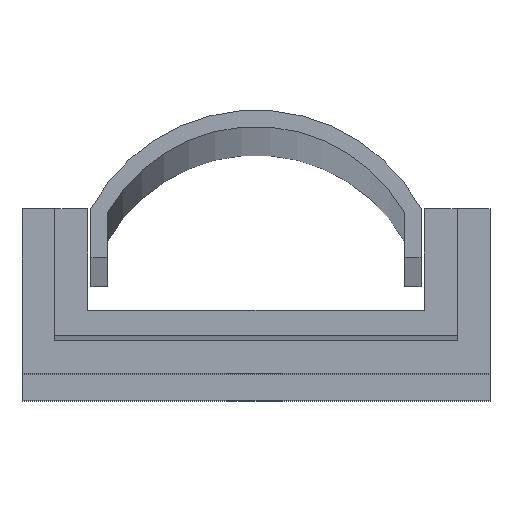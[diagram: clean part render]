
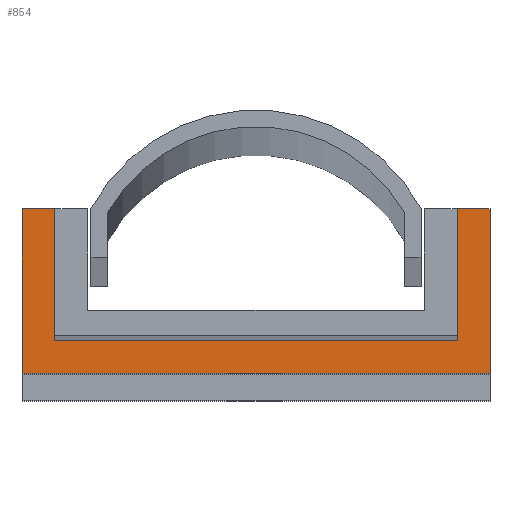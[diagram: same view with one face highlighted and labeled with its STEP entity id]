
A CAD part, top view. The second image highlights one B-rep face of the part: STEP entity #854.
In plain terms, the highlighted planar face has unit normal (0, 0, 1).
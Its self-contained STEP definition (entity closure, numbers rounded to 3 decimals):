
#41=PLANE('',#926);
#82=FACE_OUTER_BOUND('',#134,.T.);
#134=EDGE_LOOP('',(#651,#652,#653,#654,#655,#656,#657,#658));
#180=LINE('',#1242,#278);
#184=LINE('',#1249,#282);
#186=LINE('',#1254,#284);
#190=LINE('',#1263,#288);
#193=LINE('',#1269,#291);
#196=LINE('',#1273,#294);
#198=LINE('',#1278,#296);
#201=LINE('',#1282,#299);
#278=VECTOR('',#1007,10.);
#282=VECTOR('',#1013,10.);
#284=VECTOR('',#1017,10.);
#288=VECTOR('',#1023,10.);
#291=VECTOR('',#1028,10.);
#294=VECTOR('',#1033,10.);
#296=VECTOR('',#1037,10.);
#299=VECTOR('',#1042,10.);
#404=VERTEX_POINT('',#1239);
#405=VERTEX_POINT('',#1241);
#407=VERTEX_POINT('',#1247);
#409=VERTEX_POINT('',#1253);
#412=VERTEX_POINT('',#1260);
#413=VERTEX_POINT('',#1262);
#415=VERTEX_POINT('',#1268);
#417=VERTEX_POINT('',#1277);
#489=EDGE_CURVE('',#404,#405,#180,.T.);
#493=EDGE_CURVE('',#407,#404,#184,.T.);
#495=EDGE_CURVE('',#405,#409,#186,.T.);
#499=EDGE_CURVE('',#413,#412,#190,.T.);
#502=EDGE_CURVE('',#415,#413,#193,.T.);
#505=EDGE_CURVE('',#415,#407,#196,.T.);
#507=EDGE_CURVE('',#417,#409,#198,.T.);
#510=EDGE_CURVE('',#412,#417,#201,.T.);
#651=ORIENTED_EDGE('',*,*,#510,.T.);
#652=ORIENTED_EDGE('',*,*,#507,.T.);
#653=ORIENTED_EDGE('',*,*,#495,.F.);
#654=ORIENTED_EDGE('',*,*,#489,.F.);
#655=ORIENTED_EDGE('',*,*,#493,.F.);
#656=ORIENTED_EDGE('',*,*,#505,.F.);
#657=ORIENTED_EDGE('',*,*,#502,.T.);
#658=ORIENTED_EDGE('',*,*,#499,.T.);
#854=ADVANCED_FACE('',(#82),#41,.T.);
#926=AXIS2_PLACEMENT_3D('',#1283,#1043,#1044);
#1007=DIRECTION('',(1.,0.,0.));
#1013=DIRECTION('',(0.,1.,0.));
#1017=DIRECTION('',(0.,-1.,0.));
#1023=DIRECTION('',(-1.,0.,0.));
#1028=DIRECTION('',(0.,1.,0.));
#1033=DIRECTION('',(1.,0.,0.));
#1037=DIRECTION('',(1.,0.,0.));
#1042=DIRECTION('',(0.,-1.,0.));
#1043=DIRECTION('center_axis',(0.,0.,1.));
#1044=DIRECTION('ref_axis',(1.,0.,0.));
#1239=CARTESIAN_POINT('',(12.3,7.7,990.));
#1241=CARTESIAN_POINT('',(14.25,7.7,990.));
#1242=CARTESIAN_POINT('',(12.3,7.7,990.));
#1247=CARTESIAN_POINT('',(12.3,-0.3,990.));
#1249=CARTESIAN_POINT('',(12.3,-0.3,990.));
#1253=CARTESIAN_POINT('',(14.25,-2.3,990.));
#1254=CARTESIAN_POINT('',(14.25,7.7,990.));
#1260=CARTESIAN_POINT('',(-14.25,7.7,990.));
#1262=CARTESIAN_POINT('',(-12.3,7.7,990.));
#1263=CARTESIAN_POINT('',(-12.3,7.7,990.));
#1268=CARTESIAN_POINT('',(-12.3,-0.3,990.));
#1269=CARTESIAN_POINT('',(-12.3,-0.3,990.));
#1273=CARTESIAN_POINT('',(0.,-0.3,990.));
#1277=CARTESIAN_POINT('',(-14.25,-2.3,990.));
#1278=CARTESIAN_POINT('',(-14.25,-2.3,990.));
#1282=CARTESIAN_POINT('',(-14.25,7.7,990.));
#1283=CARTESIAN_POINT('Origin',(-7.125,2.7,990.));
